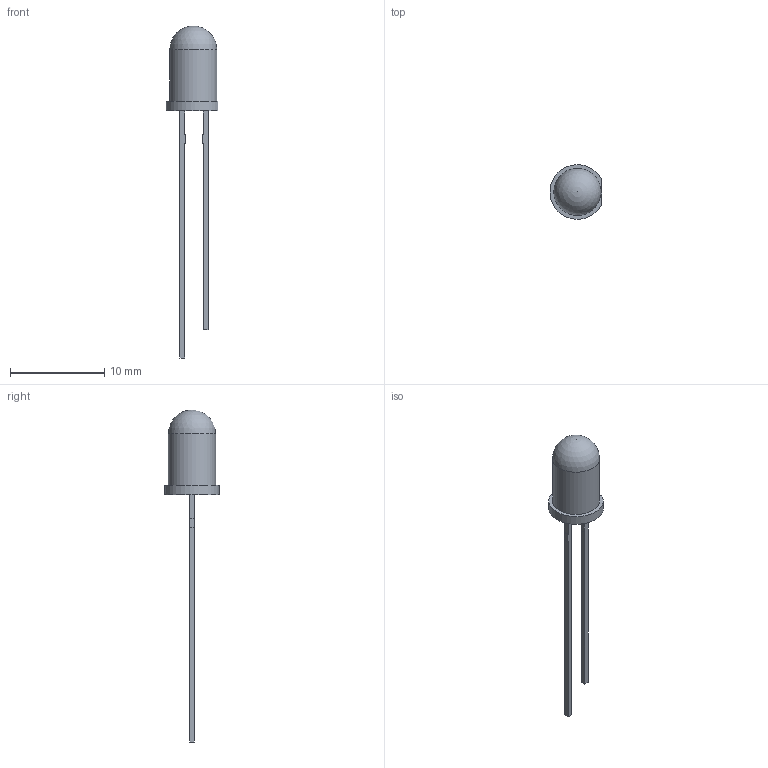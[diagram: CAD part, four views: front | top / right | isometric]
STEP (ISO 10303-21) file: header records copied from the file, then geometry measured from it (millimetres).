
FILE_DESCRIPTION(/* description */ (''),/* implementation_level */ '2;1');
FILE_NAME(/* name */ 'CLEAR LED v1.step',/* time_stamp */ '2019-03-10T06:57:44+00:00',/* author */ ('adamshortuk'),/* organization */ (''),/* preprocessor_version */ 'ST-DEVELOPER v17.2',/* originating_system */ 'Autodesk Translation Framework v7.6.0.251',/* authorisation */ '');
FILE_SCHEMA (('AUTOMOTIVE_DESIGN { 1 0 10303 214 3 1 1 }'));
Length unit declared in the file: millimetre
Products named in the file (3): CLEAR LED; Anoda+Katoda; Kučište
Assembly tree (2 placements, depth 2):
  CLEAR LED
    Anoda+Katoda
    Kučište
Bounding box: 5.49 x 5.78 x 35.27 mm (x, y, z)
Volume: 183.2 mm3; surface area: 307 mm2
Topology: 3 solids, 3 shells, 54 faces, 140 edges, 94 vertices
Faces by surface type: plane 46, bspline 4, cylinder 2, cone 1, sphere 1
Full cylindrical faces by diameter (mm): 5 x1
Entity records: 2530 total; most frequent: CARTESIAN_POINT 1137, ORIENTED_EDGE 278, DIRECTION 251, EDGE_CURVE 139, LINE 115, VECTOR 115, VERTEX_POINT 94, AXIS2_PLACEMENT_3D 68
